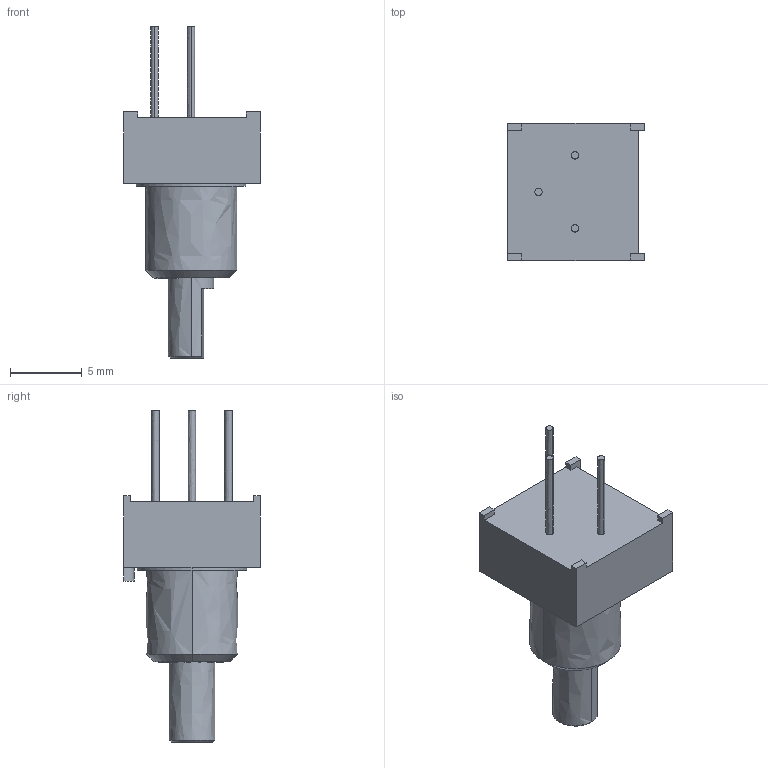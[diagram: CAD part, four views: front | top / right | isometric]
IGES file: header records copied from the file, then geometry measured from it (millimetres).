
Start section:  PTC IGES file: 3315p-101.igs
Global section: file name: 73H3315p-101.igs; native system: Pro/ENGINEER by Parametric Technology Corporation; preprocessor: 2001200; author: RICKB; organization: Unknown; date: 070330.131150; units: inch
Bounding box: 9.53 x 9.53 x 23.09 mm (x, y, z)
Surface area: 597.2 mm2 (no closed solid volume)
Topology: 0 solids, 2 shells, 184 faces, 500 edges, 334 vertices
Faces by surface type: bspline 184
